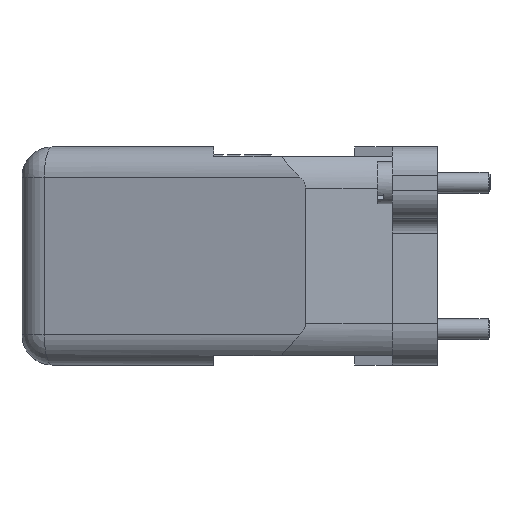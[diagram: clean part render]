
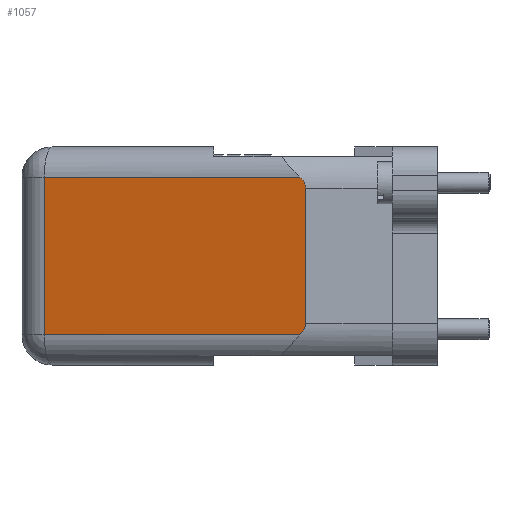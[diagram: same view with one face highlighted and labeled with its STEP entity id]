
A CAD part, left-side view. The second image highlights one B-rep face of the part: STEP entity #1057.
In plain terms, the highlighted planar face has unit normal (-0.966, 0.259, 0).
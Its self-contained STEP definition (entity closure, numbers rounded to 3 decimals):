
#715=B_SPLINE_CURVE_WITH_KNOTS('',3,(#7951,#7952,#7953,#7954,#7955,#7956,
#7957,#7958,#7959,#7960,#7961,#7962,#7963,#7964,#7965),.UNSPECIFIED.,.F.,
 .F.,(4,1,1,2,2,1,2,2,4),(0.,0.25,0.375,0.438,
0.5,0.625,0.688,0.75,
1.),.UNSPECIFIED.);
#716=B_SPLINE_CURVE_WITH_KNOTS('',3,(#7969,#7970,#7971,#7972,#7973,#7974,
#7975,#7976,#7977,#7978,#7979,#7980,#7981,#7982),.UNSPECIFIED.,.F.,.F.,
(4,1,2,2,1,2,2,4),(0.,0.125,0.188,0.25,0.375,
0.437,0.5,1.),.UNSPECIFIED.);
#1057=ADVANCED_FACE('',(#1443),#1236,.T.);
#1236=PLANE('',#5346);
#1443=FACE_OUTER_BOUND('',#1694,.T.);
#1694=EDGE_LOOP('',(#2784,#2785,#2786,#2787,#2788,#2789));
#2784=ORIENTED_EDGE('',*,*,#3971,.T.);
#2785=ORIENTED_EDGE('',*,*,#3972,.T.);
#2786=ORIENTED_EDGE('',*,*,#3973,.T.);
#2787=ORIENTED_EDGE('',*,*,#3974,.T.);
#2788=ORIENTED_EDGE('',*,*,#3948,.F.);
#2789=ORIENTED_EDGE('',*,*,#3968,.F.);
#3385=VERTEX_POINT('',#7861);
#3390=VERTEX_POINT('',#7871);
#3398=VERTEX_POINT('',#7944);
#3400=VERTEX_POINT('',#7950);
#3401=VERTEX_POINT('',#7968);
#3402=VERTEX_POINT('',#7983);
#3948=EDGE_CURVE('',#3385,#3390,#4419,.T.);
#3968=EDGE_CURVE('',#3398,#3385,#4430,.T.);
#3971=EDGE_CURVE('',#3398,#3400,#715,.T.);
#3972=EDGE_CURVE('',#3400,#3401,#4432,.T.);
#3973=EDGE_CURVE('',#3401,#3402,#716,.T.);
#3974=EDGE_CURVE('',#3402,#3390,#4433,.T.);
#4419=LINE('',#7875,#4858);
#4430=LINE('',#7945,#4869);
#4432=LINE('',#7967,#4871);
#4433=LINE('',#7984,#4872);
#4858=VECTOR('',#6334,1.);
#4869=VECTOR('',#6375,1.);
#4871=VECTOR('',#6383,1.);
#4872=VECTOR('',#6384,1.);
#5346=AXIS2_PLACEMENT_3D('',#7985,#6385,#6386);
#6334=DIRECTION('',(0.,0.,1.));
#6375=DIRECTION('',(0.259,0.966,0.));
#6383=DIRECTION('',(0.,0.,1.));
#6384=DIRECTION('',(0.259,0.966,0.));
#6385=DIRECTION('',(-0.966,0.259,0.));
#6386=DIRECTION('',(0.259,0.966,0.));
#7861=CARTESIAN_POINT('',(-42.906,85.671,-21.));
#7871=CARTESIAN_POINT('',(-42.906,85.671,21.));
#7875=CARTESIAN_POINT('',(-42.906,85.671,-21.));
#7944=CARTESIAN_POINT('',(-61.129,17.662,-20.999));
#7945=CARTESIAN_POINT('',(-61.129,17.661,-21.));
#7950=CARTESIAN_POINT('',(-61.547,16.1,-18.));
#7951=CARTESIAN_POINT('',(-61.129,17.662,-20.998));
#7952=CARTESIAN_POINT('',(-61.192,17.428,-20.77));
#7953=CARTESIAN_POINT('',(-61.275,17.118,-20.431));
#7954=CARTESIAN_POINT('',(-61.352,16.829,-20.041));
#7955=CARTESIAN_POINT('',(-61.381,16.721,-19.876));
#7956=CARTESIAN_POINT('',(-61.4,16.652,-19.766));
#7957=CARTESIAN_POINT('',(-61.407,16.625,-19.722));
#7958=CARTESIAN_POINT('',(-61.437,16.514,-19.525));
#7959=CARTESIAN_POINT('',(-61.463,16.416,-19.327));
#7960=CARTESIAN_POINT('',(-61.484,16.337,-19.127));
#7961=CARTESIAN_POINT('',(-61.497,16.289,-18.993));
#7962=CARTESIAN_POINT('',(-61.501,16.272,-18.943));
#7963=CARTESIAN_POINT('',(-61.534,16.149,-18.524));
#7964=CARTESIAN_POINT('',(-61.547,16.1,-18.238));
#7965=CARTESIAN_POINT('',(-61.547,16.1,-18.));
#7967=CARTESIAN_POINT('',(-61.547,16.1,-18.));
#7968=CARTESIAN_POINT('',(-61.547,16.1,18.));
#7969=CARTESIAN_POINT('',(-61.547,16.1,18.));
#7970=CARTESIAN_POINT('',(-61.547,16.1,18.119));
#7971=CARTESIAN_POINT('',(-61.542,16.119,18.316));
#7972=CARTESIAN_POINT('',(-61.53,16.165,18.539));
#7973=CARTESIAN_POINT('',(-61.52,16.201,18.695));
#7974=CARTESIAN_POINT('',(-61.513,16.228,18.791));
#7975=CARTESIAN_POINT('',(-61.497,16.287,18.994));
#7976=CARTESIAN_POINT('',(-61.478,16.359,19.195));
#7977=CARTESIAN_POINT('',(-61.453,16.451,19.394));
#7978=CARTESIAN_POINT('',(-61.436,16.516,19.526));
#7979=CARTESIAN_POINT('',(-61.425,16.557,19.602));
#7980=CARTESIAN_POINT('',(-61.35,16.836,20.094));
#7981=CARTESIAN_POINT('',(-61.254,17.194,20.542));
#7982=CARTESIAN_POINT('',(-61.129,17.662,20.999));
#7983=CARTESIAN_POINT('',(-61.13,17.662,21.));
#7984=CARTESIAN_POINT('',(-61.129,17.662,21.));
#7985=CARTESIAN_POINT('',(-61.548,16.1,21.));
